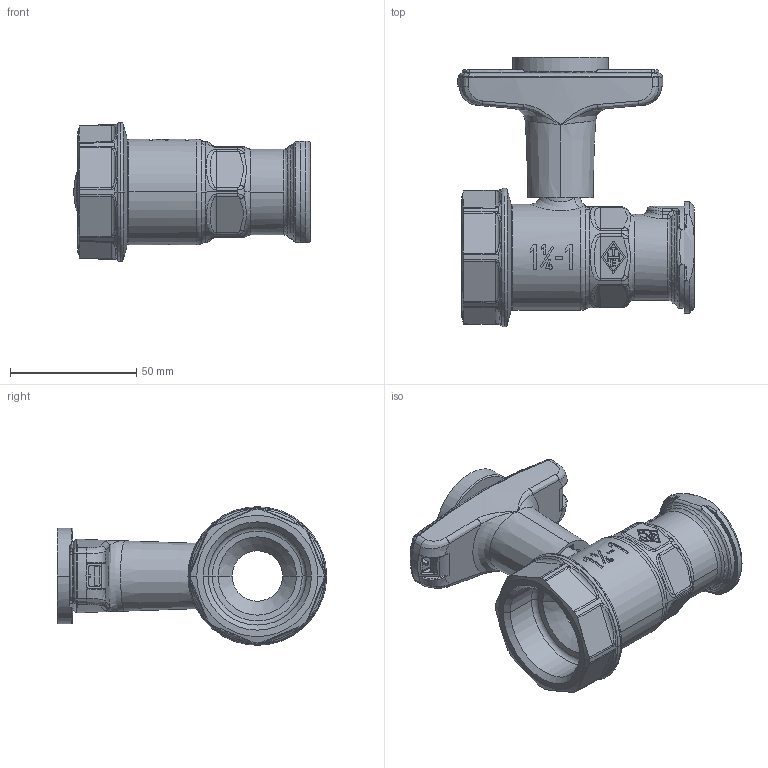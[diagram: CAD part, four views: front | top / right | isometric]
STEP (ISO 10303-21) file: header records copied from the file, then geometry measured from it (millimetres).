
FILE_DESCRIPTION((''),'2;1');
FILE_NAME('0620-45-000-THERMOMET_SW0001','2012-11-12T',('marann'),(''),'PRO/ENGINEER BY PARAMETRIC TECHNOLOGY CORPORATION, 2011490','PRO/ENGINEER BY PARAMETRIC TECHNOLOGY CORPORATION, 2011490','');
FILE_SCHEMA(('CONFIG_CONTROL_DESIGN'));
Length unit declared in the file: millimetre
Products named in the file (1): 0620-45-000-THERMOMET_SW0001
Bounding box: 93.65 x 106.73 x 54.95 mm (x, y, z)
Volume: 86317.1 mm3; surface area: 56272.1 mm2
Topology: 2 solids, 3 shells, 2351 faces, 6404 edges, 4146 vertices
Faces by surface type: plane 1653, cylinder 290, bspline 199, torus 101, cone 86, sphere 18, extrusion 4
Entity records: 83887 total; most frequent: CARTESIAN_POINT 25768, ORIENTED_EDGE 12808, DIRECTION 11042, EDGE_CURVE 6404, VECTOR 4616, LINE 4612, VERTEX_POINT 4146, AXIS2_PLACEMENT_3D 3213
